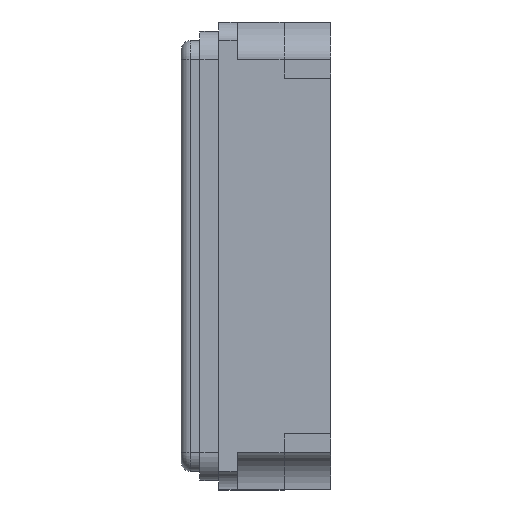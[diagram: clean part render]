
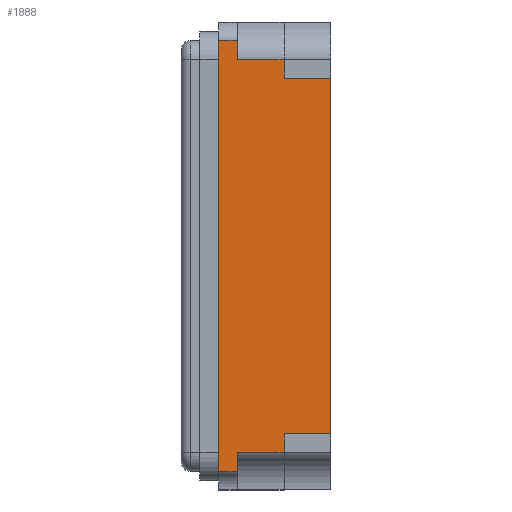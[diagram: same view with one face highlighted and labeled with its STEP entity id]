
A CAD part, left-side view. The second image highlights one B-rep face of the part: STEP entity #1888.
In plain terms, the highlighted planar face has unit normal (-1, 0, 0).
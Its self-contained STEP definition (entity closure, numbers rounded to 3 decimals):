
#19 = DIRECTION ( 'NONE',  ( 0., 0., -1. ) ) ;
#22 = EDGE_CURVE ( 'NONE', #2688, #2531, #3447, .T. ) ;
#216 = CARTESIAN_POINT ( 'NONE',  ( -1.6, 0.5, 1.25 ) ) ;
#231 = VECTOR ( 'NONE', #1947, 1000. ) ;
#281 = DIRECTION ( 'NONE',  ( 0., 0., -1. ) ) ;
#305 = ORIENTED_EDGE ( 'NONE', *, *, #1979, .F. ) ;
#307 = ORIENTED_EDGE ( 'NONE', *, *, #2420, .T. ) ;
#361 = VERTEX_POINT ( 'NONE', #1910 ) ;
#392 = VERTEX_POINT ( 'NONE', #619 ) ;
#415 = PLANE ( 'NONE',  #626 ) ;
#437 = DIRECTION ( 'NONE',  ( 0., 0., -1. ) ) ;
#451 = VECTOR ( 'NONE', #19, 1000. ) ;
#518 = DIRECTION ( 'NONE',  ( 0., 0., 1. ) ) ;
#572 = VECTOR ( 'NONE', #1558, 1000. ) ;
#585 = DIRECTION ( 'NONE',  ( 0., 1., 0. ) ) ;
#589 = ORIENTED_EDGE ( 'NONE', *, *, #3217, .T. ) ;
#605 = LINE ( 'NONE', #2432, #1592 ) ;
#619 = CARTESIAN_POINT ( 'NONE',  ( -1.6, 0.25, 0.95 ) ) ;
#626 = AXIS2_PLACEMENT_3D ( 'NONE', #3242, #2555, #437 ) ;
#632 = VECTOR ( 'NONE', #2427, 1000. ) ;
#656 = EDGE_CURVE ( 'NONE', #4016, #2287, #2054, .T. ) ;
#660 = CARTESIAN_POINT ( 'NONE',  ( -1.6, 0.5, 1.25 ) ) ;
#721 = EDGE_CURVE ( 'NONE', #3610, #2531, #3970, .T. ) ;
#742 = VECTOR ( 'NONE', #281, 1000. ) ;
#779 = LINE ( 'NONE', #216, #3039 ) ;
#843 = CARTESIAN_POINT ( 'NONE',  ( -1.6, 0.25, 0.95 ) ) ;
#876 = EDGE_CURVE ( 'NONE', #3677, #1213, #3169, .T. ) ;
#901 = CARTESIAN_POINT ( 'NONE',  ( -1.6, 0.6, 1.15 ) ) ;
#916 = VECTOR ( 'NONE', #2435, 1000. ) ;
#934 = ORIENTED_EDGE ( 'NONE', *, *, #656, .F. ) ;
#959 = DIRECTION ( 'NONE',  ( 0., 0., 1. ) ) ;
#967 = CARTESIAN_POINT ( 'NONE',  ( -1.6, 0.25, -0.95 ) ) ;
#1087 = CARTESIAN_POINT ( 'NONE',  ( -1.6, 0.25, -1.05 ) ) ;
#1090 = VECTOR ( 'NONE', #1789, 1000. ) ;
#1123 = LINE ( 'NONE', #3298, #1090 ) ;
#1179 = VERTEX_POINT ( 'NONE', #1476 ) ;
#1182 = EDGE_CURVE ( 'NONE', #3610, #2328, #2732, .T. ) ;
#1213 = VERTEX_POINT ( 'NONE', #1473 ) ;
#1251 = CARTESIAN_POINT ( 'NONE',  ( -1.6, 0.5, 1.05 ) ) ;
#1473 = CARTESIAN_POINT ( 'NONE',  ( -1.6, 0., 0.95 ) ) ;
#1476 = CARTESIAN_POINT ( 'NONE',  ( -1.6, 0.25, 1.05 ) ) ;
#1558 = DIRECTION ( 'NONE',  ( 0., -1., 0. ) ) ;
#1592 = VECTOR ( 'NONE', #2456, 1000. ) ;
#1652 = EDGE_CURVE ( 'NONE', #2328, #361, #779, .T. ) ;
#1758 = EDGE_CURVE ( 'NONE', #1179, #2154, #1835, .T. ) ;
#1770 = EDGE_CURVE ( 'NONE', #392, #1213, #605, .T. ) ;
#1789 = DIRECTION ( 'NONE',  ( 0., -1., 0. ) ) ;
#1822 = EDGE_LOOP ( 'NONE', ( #2190, #1859, #305, #3787, #3534, #2462, #1876, #2398, #2148, #307, #934, #589 ) ) ;
#1835 = LINE ( 'NONE', #2412, #2504 ) ;
#1849 = LINE ( 'NONE', #660, #451 ) ;
#1859 = ORIENTED_EDGE ( 'NONE', *, *, #1770, .F. ) ;
#1876 = ORIENTED_EDGE ( 'NONE', *, *, #721, .F. ) ;
#1888 = ADVANCED_FACE ( 'NONE', ( #2578 ), #415, .F. ) ;
#1907 = CARTESIAN_POINT ( 'NONE',  ( -1.6, 0., 1.25 ) ) ;
#1910 = CARTESIAN_POINT ( 'NONE',  ( -1.6, 0.5, -1.05 ) ) ;
#1929 = CARTESIAN_POINT ( 'NONE',  ( -1.6, 0.5, 1.15 ) ) ;
#1947 = DIRECTION ( 'NONE',  ( 0., 1., 0. ) ) ;
#1979 = EDGE_CURVE ( 'NONE', #1179, #392, #3651, .T. ) ;
#2054 = LINE ( 'NONE', #3011, #3819 ) ;
#2148 = ORIENTED_EDGE ( 'NONE', *, *, #1652, .T. ) ;
#2154 = VERTEX_POINT ( 'NONE', #1251 ) ;
#2190 = ORIENTED_EDGE ( 'NONE', *, *, #876, .T. ) ;
#2287 = VERTEX_POINT ( 'NONE', #1087 ) ;
#2328 = VERTEX_POINT ( 'NONE', #3363 ) ;
#2398 = ORIENTED_EDGE ( 'NONE', *, *, #1182, .T. ) ;
#2403 = CARTESIAN_POINT ( 'NONE',  ( -1.6, 0.6, 1.25 ) ) ;
#2412 = CARTESIAN_POINT ( 'NONE',  ( -1.6, 0.5, 1.05 ) ) ;
#2420 = EDGE_CURVE ( 'NONE', #361, #2287, #1123, .T. ) ;
#2427 = DIRECTION ( 'NONE',  ( 0., 0., 1. ) ) ;
#2432 = CARTESIAN_POINT ( 'NONE',  ( -1.6, 0.25, 0.95 ) ) ;
#2435 = DIRECTION ( 'NONE',  ( 0., -1., 0. ) ) ;
#2445 = DIRECTION ( 'NONE',  ( 0., 0., -1. ) ) ;
#2456 = DIRECTION ( 'NONE',  ( 0., -1., 0. ) ) ;
#2462 = ORIENTED_EDGE ( 'NONE', *, *, #22, .T. ) ;
#2504 = VECTOR ( 'NONE', #585, 1000. ) ;
#2531 = VERTEX_POINT ( 'NONE', #901 ) ;
#2555 = DIRECTION ( 'NONE',  ( 1., 0., 0. ) ) ;
#2578 = FACE_OUTER_BOUND ( 'NONE', #1822, .T. ) ;
#2579 = EDGE_CURVE ( 'NONE', #2688, #2154, #1849, .T. ) ;
#2612 = CARTESIAN_POINT ( 'NONE',  ( -1.6, 0.25, -0.95 ) ) ;
#2688 = VERTEX_POINT ( 'NONE', #1929 ) ;
#2732 = LINE ( 'NONE', #3986, #916 ) ;
#2863 = CARTESIAN_POINT ( 'NONE',  ( -1.6, 0., -0.95 ) ) ;
#3011 = CARTESIAN_POINT ( 'NONE',  ( -1.6, 0.25, -0.95 ) ) ;
#3039 = VECTOR ( 'NONE', #518, 1000. ) ;
#3169 = LINE ( 'NONE', #1907, #3765 ) ;
#3217 = EDGE_CURVE ( 'NONE', #4016, #3677, #3771, .T. ) ;
#3242 = CARTESIAN_POINT ( 'NONE',  ( -1.6, 4.861, 1.25 ) ) ;
#3298 = CARTESIAN_POINT ( 'NONE',  ( -1.6, 0.5, -1.05 ) ) ;
#3363 = CARTESIAN_POINT ( 'NONE',  ( -1.6, 0.5, -1.15 ) ) ;
#3447 = LINE ( 'NONE', #3838, #231 ) ;
#3499 = CARTESIAN_POINT ( 'NONE',  ( -1.6, 0.6, -1.15 ) ) ;
#3534 = ORIENTED_EDGE ( 'NONE', *, *, #2579, .F. ) ;
#3610 = VERTEX_POINT ( 'NONE', #3499 ) ;
#3651 = LINE ( 'NONE', #843, #742 ) ;
#3677 = VERTEX_POINT ( 'NONE', #2863 ) ;
#3765 = VECTOR ( 'NONE', #959, 1000. ) ;
#3771 = LINE ( 'NONE', #967, #572 ) ;
#3787 = ORIENTED_EDGE ( 'NONE', *, *, #1758, .T. ) ;
#3819 = VECTOR ( 'NONE', #2445, 1000. ) ;
#3838 = CARTESIAN_POINT ( 'NONE',  ( -1.6, 0., 1.15 ) ) ;
#3970 = LINE ( 'NONE', #2403, #632 ) ;
#3986 = CARTESIAN_POINT ( 'NONE',  ( -1.6, 0., -1.15 ) ) ;
#4016 = VERTEX_POINT ( 'NONE', #2612 ) ;
